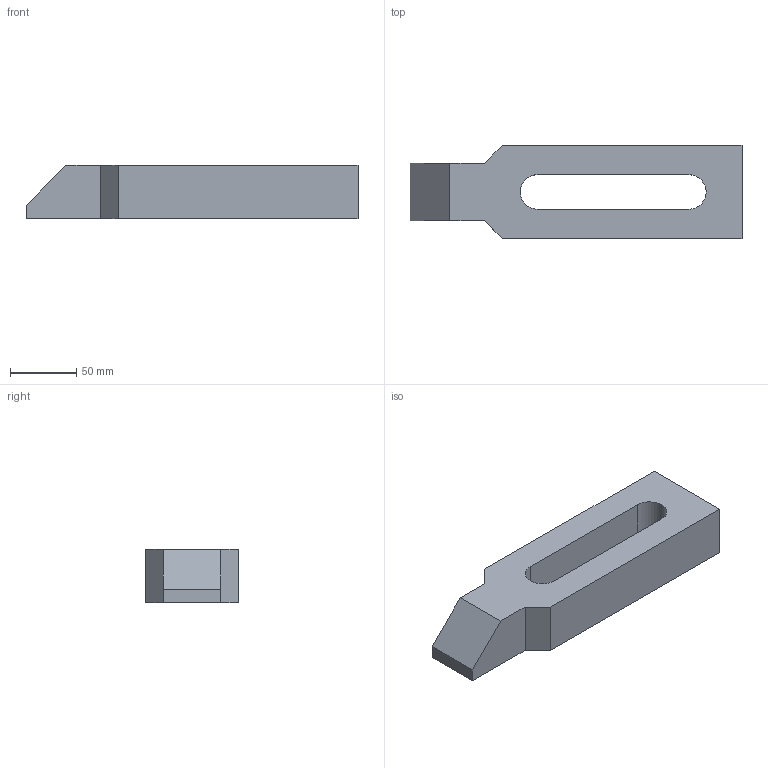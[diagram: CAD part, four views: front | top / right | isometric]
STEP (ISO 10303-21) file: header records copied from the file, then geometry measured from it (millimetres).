
FILE_DESCRIPTION(('STEP AP214'),'1');
FILE_NAME('HALDERN_EH_23170_0026.stp','2017-08-10T07:29:55',('TraceParts'),('TraceParts S.A.'),'Spatial InterOp 3D',' ',' ');
FILE_SCHEMA(('automotive_design'));
Length unit declared in the file: millimetre
Products named in the file (1): HALDERN_EH_23170_0026
Bounding box: 250 x 70 x 40 mm (x, y, z)
Volume: 473082.8 mm3; surface area: 60320.6 mm2
Topology: 1 solids, 1 shells, 17 faces, 45 edges, 30 vertices
Faces by surface type: plane 13, cylinder 4
Entity records: 683 total; most frequent: CARTESIAN_POINT 93, ORIENTED_EDGE 90, DIRECTION 89, EDGE_CURVE 45, LINE 37, VECTOR 37, VERTEX_POINT 30, AXIS2_PLACEMENT_3D 26
